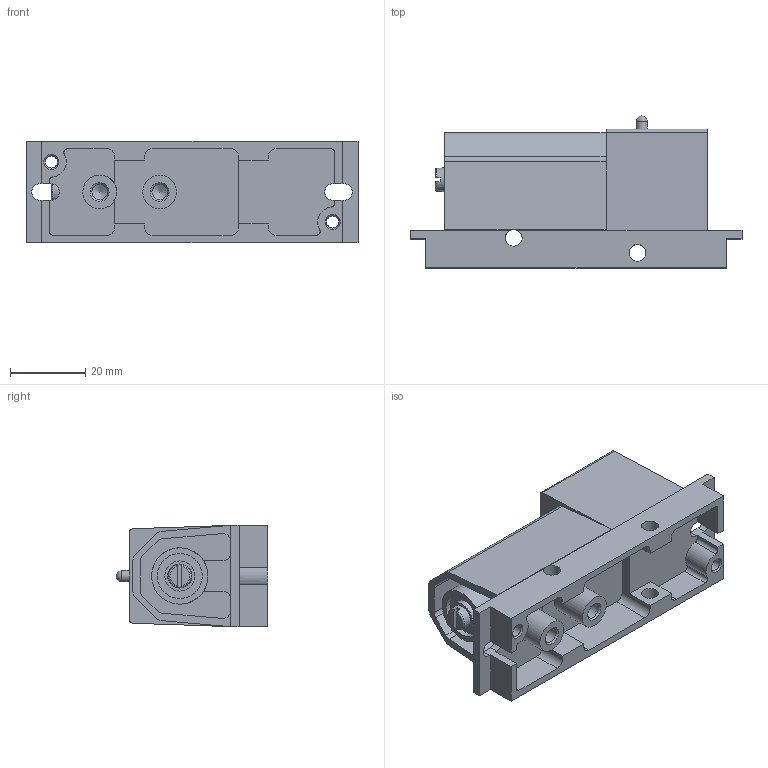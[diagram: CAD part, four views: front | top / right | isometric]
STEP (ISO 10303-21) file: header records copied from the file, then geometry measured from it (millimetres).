
FILE_DESCRIPTION(/* description */ ('STEP AP214'),/* implementation_level */ '2;1');
FILE_NAME(/* name */ '8625_PEN-M5',/* time_stamp */ '2024-09-13T19:12:11+02:00',/* author */ ('License CC BY-ND 4.0'),/* organization */ ('CADENAS'),/* preprocessor_version */ 'ST-DEVELOPER v19.3',/* originating_system */ 'PARTsolutions',/* authorisation */ ' ');
FILE_SCHEMA (('AUTOMOTIVE_DESIGN {1 0 10303 214 3 1 1}'));
Length unit declared in the file: millimetre
Products named in the file (1): 8625 PEN-M5
Bounding box: 88.5 x 40.5 x 27 mm (x, y, z)
Volume: 49578.1 mm3; surface area: 16208 mm2
Topology: 1 solids, 1 shells, 136 faces, 391 edges, 257 vertices
Faces by surface type: plane 76, cylinder 48, cone 9, torus 2, sphere 1
Full cylindrical faces by diameter (mm): 3 x1, 3.242 x2, 4.134 x2, 4.5 x4, 8 x1, 9 x2, 12 x1, 15 x1
Entity records: 5261 total; most frequent: CARTESIAN_POINT 763, DIRECTION 738, ORIENTED_EDGE 710, EDGE_CURVE 355, AXIS2_PLACEMENT_3D 254, VERTEX_POINT 247, LINE 230, VECTOR 230
